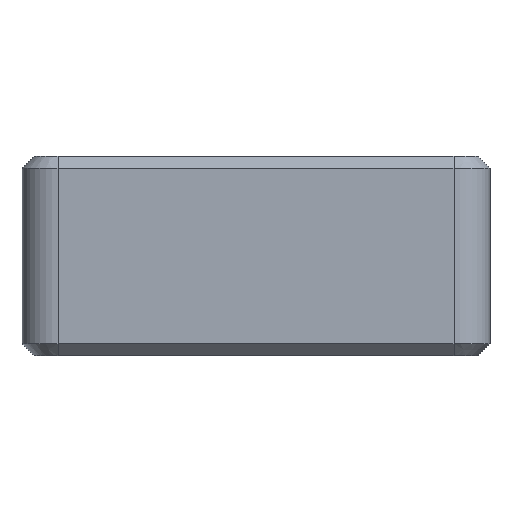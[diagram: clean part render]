
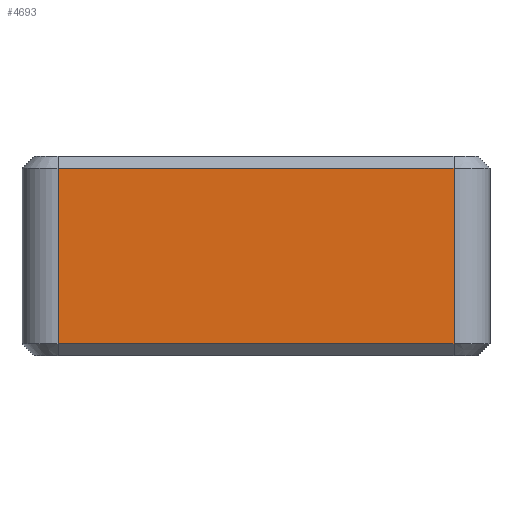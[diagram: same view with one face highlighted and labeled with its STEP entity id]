
A CAD part, left-side view. The second image highlights one B-rep face of the part: STEP entity #4693.
In plain terms, the highlighted planar face has unit normal (-1, 0, 0).
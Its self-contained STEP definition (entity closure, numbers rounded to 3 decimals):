
#489=FACE_OUTER_BOUND('',#767,.T.);
#767=EDGE_LOOP('',(#4071,#4072,#4073,#4074));
#1238=LINE('',#7771,#1758);
#1246=LINE('',#7800,#1766);
#1247=LINE('',#7804,#1767);
#1248=LINE('',#7805,#1768);
#1758=VECTOR('',#5881,10.);
#1766=VECTOR('',#5907,10.);
#1767=VECTOR('',#5912,10.);
#1768=VECTOR('',#5913,10.);
#2219=VERTEX_POINT('',#7761);
#2221=VERTEX_POINT('',#7767);
#2231=VERTEX_POINT('',#7799);
#2232=VERTEX_POINT('',#7803);
#2843=EDGE_CURVE('',#2219,#2221,#1238,.T.);
#2856=EDGE_CURVE('',#2221,#2231,#1246,.T.);
#2858=EDGE_CURVE('',#2219,#2232,#1247,.T.);
#2859=EDGE_CURVE('',#2231,#2232,#1248,.T.);
#4071=ORIENTED_EDGE('',*,*,#2843,.F.);
#4072=ORIENTED_EDGE('',*,*,#2858,.T.);
#4073=ORIENTED_EDGE('',*,*,#2859,.F.);
#4074=ORIENTED_EDGE('',*,*,#2856,.F.);
#4448=PLANE('',#4979);
#4693=ADVANCED_FACE('',(#489),#4448,.T.);
#4979=AXIS2_PLACEMENT_3D('',#7802,#5910,#5911);
#5881=DIRECTION('',(0.,-1.,0.));
#5907=DIRECTION('',(0.,0.,-1.));
#5910=DIRECTION('center_axis',(-1.,0.,0.));
#5911=DIRECTION('ref_axis',(0.,-1.,0.));
#5912=DIRECTION('',(0.,0.,-1.));
#5913=DIRECTION('',(0.,1.,0.));
#7761=CARTESIAN_POINT('',(-25.1,16.5,13.6));
#7767=CARTESIAN_POINT('',(-25.1,-16.5,13.6));
#7771=CARTESIAN_POINT('',(-25.1,8.25,13.6));
#7799=CARTESIAN_POINT('',(-25.1,-16.5,-1.));
#7800=CARTESIAN_POINT('',(-25.1,-16.5,-2.));
#7802=CARTESIAN_POINT('Origin',(-25.1,16.5,0.));
#7803=CARTESIAN_POINT('',(-25.1,16.5,-1.));
#7804=CARTESIAN_POINT('',(-25.1,16.5,-2.));
#7805=CARTESIAN_POINT('',(-25.1,8.25,-1.));
